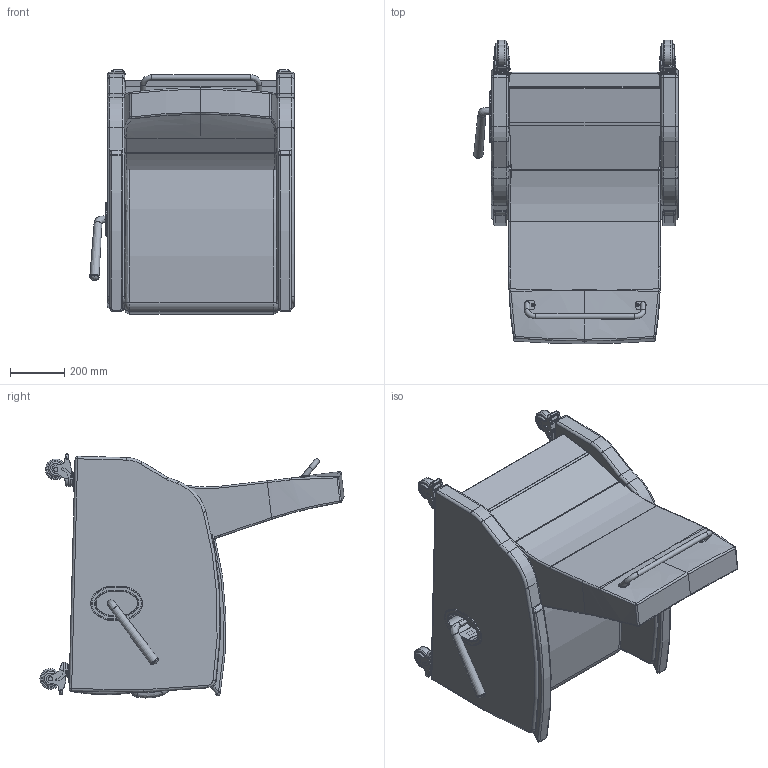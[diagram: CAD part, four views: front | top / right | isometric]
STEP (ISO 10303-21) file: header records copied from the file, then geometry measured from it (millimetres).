
FILE_DESCRIPTION(/* description */ (''),/* implementation_level */ '2;1');
FILE_NAME(/* name */ 'E3117W.stp',/* time_stamp */ '2017-09-13T09:19:14-04:00',/* author */ ('emehringer'),/* organization */ (''),/* preprocessor_version */ 'ST-DEVELOPER v16.5',/* originating_system */ 'Autodesk Inventor 2017',/* authorisation */ '');
FILE_SCHEMA (('AUTOMOTIVE_DESIGN { 1 0 10303 214 3 1 1 }'));
Length unit declared in the file: inch
Products named in the file (30): E3117U-W-J; E3010 UBACK; E3010 UBACK_1; PB3; PUSH BAR 17.625; PUSH BAR 17.625_1; PUSH BAR 17.625 right side; 1420X1.5 PSHPB; E3010 UKP; E3010 USEAT; E3010 UBACK FLAP; BEZEL-1; 7000-2 CON PLT; E3010 FARM L; E3010 FARM R; EC3017 UKO; CAST COL 4inSLB; _NG-03AMP-125-TL-TP01_fork; _TP01_Next Generation Series_0; _NG-03QDP-125-SW-TP01_rivet; _NG-03AMP-125-TL-TP01_wheel_core; _NG-03AMP-125-TL-TP01_wheel_tread; _NG-03AMP-125-TL-TP01_wheel_guard; _NG-03AMP-125-TL-TP01_wheel_tguard; _NG-03AMP-125-TL-TP01_cap; EV7000 MAC BLK; HDL 3000 BLK; HDL 3000 BLKPLASTIC; HDL 3000 BLK METAL; CABLE LEVER
Assembly tree (35 placements, depth 5):
  E3117U-W-J
    E3010 UBACK
      E3010 UBACK_1
      PB3
        PUSH BAR 17.625
          PUSH BAR 17.625_1
          PUSH BAR 17.625 right side
        1420X1.5 PSHPB  x2
    E3010 UKP
    E3010 USEAT
    E3010 UBACK FLAP
    BEZEL-1
    7000-2 CON PLT
    E3010 FARM L
    E3010 FARM R
    EC3017 UKO
    CAST COL 4inSLB  x4
      _NG-03AMP-125-TL-TP01_fork
      _TP01_Next Generation Series_0
      _NG-03QDP-125-SW-TP01_rivet
      _NG-03AMP-125-TL-TP01_wheel_core
      _NG-03AMP-125-TL-TP01_wheel_tread
      _NG-03AMP-125-TL-TP01_wheel_guard
      _NG-03AMP-125-TL-TP01_wheel_tguard
      _NG-03AMP-125-TL-TP01_cap
    EV7000 MAC BLK  x2
    HDL 3000 BLK
      HDL 3000 BLKPLASTIC
      HDL 3000 BLK METAL
    CABLE LEVER
Bounding box: 750.44 x 1116.45 x 895.96 mm (x, y, z)
Volume: 167616940.2 mm3; surface area: 5960694.7 mm2
Topology: 55 solids, 65 shells, 1500 faces, 3541 edges, 2220 vertices
Faces by surface type: cylinder 644, plane 509, torus 192, bspline 82, sphere 37, cone 36
Full cylindrical faces by diameter (mm): 5.953 x1, 6.35 x10, 7.938 x2, 9.525 x2, 11.989 x4, 12.497 x2, 14.877 x4, 15.062 x4, 15.24 x8, 19.05 x3, 19.075 x4, 25.4 x4, 31.75 x1, 38.049 x4, 44.298 x4, 52.273 x4, 55.372 x8, 57.15 x8, 76.2 x4
Entity records: 40224 total; most frequent: CARTESIAN_POINT 18798, DIRECTION 4672, ORIENTED_EDGE 3966, EDGE_CURVE 1983, AXIS2_PLACEMENT_3D 1915, VERTEX_POINT 1222, EDGE_LOOP 1011, CIRCLE 976
